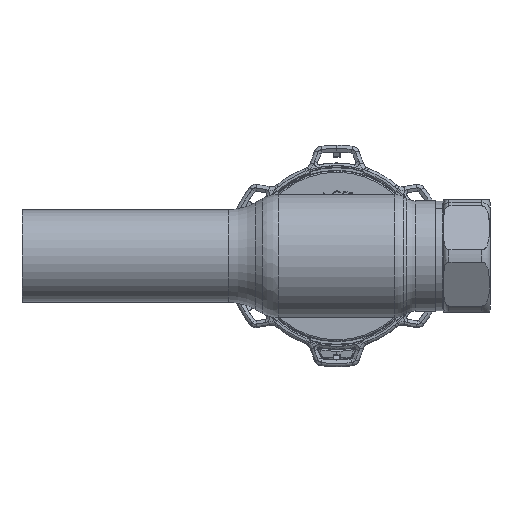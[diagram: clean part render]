
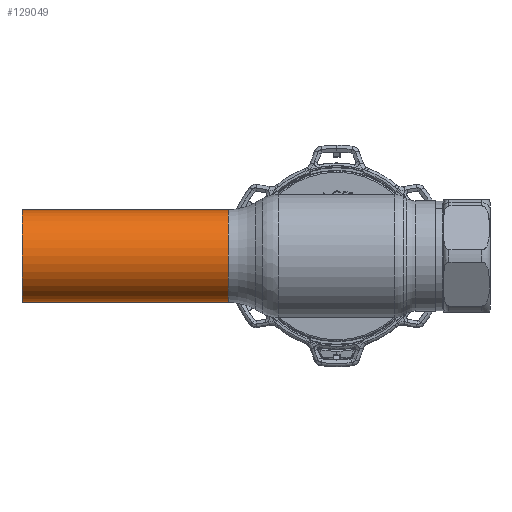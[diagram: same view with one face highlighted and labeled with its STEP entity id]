
A CAD part, front view. The second image highlights one B-rep face of the part: STEP entity #129049.
In plain terms, the highlighted cylindrical face has radius 16.85 mm (diameter 33.7 mm), a partial arc.
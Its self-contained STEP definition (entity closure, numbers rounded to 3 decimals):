
#5038 = VERTEX_POINT ( 'NONE', #89473 ) ;
#15465 = EDGE_LOOP ( 'NONE', ( #32078, #98314, #75374, #90103 ) ) ;
#20957 = VERTEX_POINT ( 'NONE', #42932 ) ;
#21051 = CARTESIAN_POINT ( 'NONE',  ( -39.645, 0., 0. ) ) ;
#21465 = CARTESIAN_POINT ( 'NONE',  ( -62.69, 0., 0. ) ) ;
#24725 = VERTEX_POINT ( 'NONE', #59395 ) ;
#30347 = DIRECTION ( 'NONE',  ( -1., 0., 0. ) ) ;
#32078 = ORIENTED_EDGE ( 'NONE', *, *, #118589, .F. ) ;
#33464 = EDGE_CURVE ( 'NONE', #20957, #5038, #128562, .T. ) ;
#39894 = VERTEX_POINT ( 'NONE', #92879 ) ;
#42666 = DIRECTION ( 'NONE',  ( 0., 0., 1. ) ) ;
#42932 = CARTESIAN_POINT ( 'NONE',  ( -39.645, 0., -16.85 ) ) ;
#43965 = CYLINDRICAL_SURFACE ( 'NONE', #75161, 16.85 ) ;
#53954 = CARTESIAN_POINT ( 'NONE',  ( -62.69, 0., 16.85 ) ) ;
#59395 = CARTESIAN_POINT ( 'NONE',  ( -115., 0., -16.85 ) ) ;
#60805 = AXIS2_PLACEMENT_3D ( 'NONE', #21051, #72109, #114503 ) ;
#63906 = LINE ( 'NONE', #53954, #84558 ) ;
#72109 = DIRECTION ( 'NONE',  ( -1., 0., 0. ) ) ;
#75161 = AXIS2_PLACEMENT_3D ( 'NONE', #21465, #81837, #42666 ) ;
#75374 = ORIENTED_EDGE ( 'NONE', *, *, #111762, .T. ) ;
#79421 = CARTESIAN_POINT ( 'NONE',  ( -115., 0., 0. ) ) ;
#81837 = DIRECTION ( 'NONE',  ( -1., 0., 0. ) ) ;
#82191 = DIRECTION ( 'NONE',  ( -1., 0., 0. ) ) ;
#84558 = VECTOR ( 'NONE', #121680, 1000. ) ;
#86834 = AXIS2_PLACEMENT_3D ( 'NONE', #79421, #30347, #119222 ) ;
#89473 = CARTESIAN_POINT ( 'NONE',  ( -39.645, 0., 16.85 ) ) ;
#90103 = ORIENTED_EDGE ( 'NONE', *, *, #111215, .F. ) ;
#92798 = CARTESIAN_POINT ( 'NONE',  ( -62.69, 0., -16.85 ) ) ;
#92879 = CARTESIAN_POINT ( 'NONE',  ( -115., 0., 16.85 ) ) ;
#93279 = CIRCLE ( 'NONE', #86834, 16.85 ) ;
#98314 = ORIENTED_EDGE ( 'NONE', *, *, #33464, .T. ) ;
#111215 = EDGE_CURVE ( 'NONE', #24725, #39894, #93279, .T. ) ;
#111762 = EDGE_CURVE ( 'NONE', #5038, #39894, #63906, .T. ) ;
#112976 = FACE_OUTER_BOUND ( 'NONE', #15465, .T. ) ;
#114503 = DIRECTION ( 'NONE',  ( 0., 0., 1. ) ) ;
#118589 = EDGE_CURVE ( 'NONE', #20957, #24725, #120697, .T. ) ;
#119222 = DIRECTION ( 'NONE',  ( 0., 0., 1. ) ) ;
#119923 = VECTOR ( 'NONE', #82191, 1000. ) ;
#120697 = LINE ( 'NONE', #92798, #119923 ) ;
#121680 = DIRECTION ( 'NONE',  ( -1., 0., 0. ) ) ;
#128562 = CIRCLE ( 'NONE', #60805, 16.85 ) ;
#129049 = ADVANCED_FACE ( 'NONE', ( #112976 ), #43965, .T. ) ;
